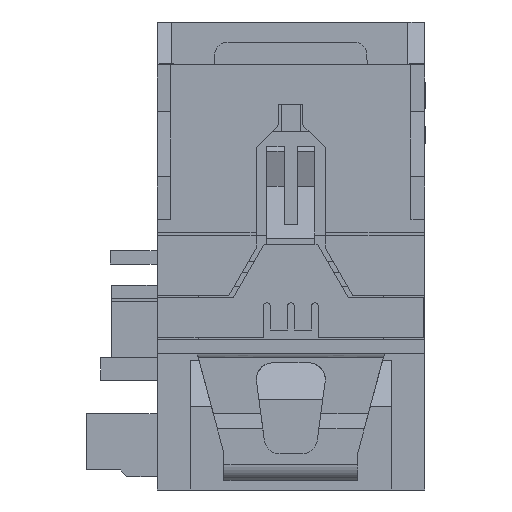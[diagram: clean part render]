
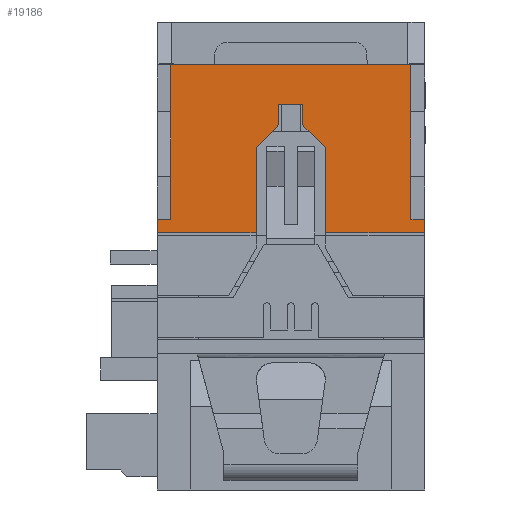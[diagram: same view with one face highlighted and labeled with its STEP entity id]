
A CAD part, front view. The second image highlights one B-rep face of the part: STEP entity #19186.
In plain terms, the highlighted planar face has unit normal (0, -1, 0).
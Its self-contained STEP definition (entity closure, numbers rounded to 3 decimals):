
#19186=ADVANCED_FACE('',(#24272),#21913,.T.);
#21913=PLANE('',#76255);
#24272=FACE_OUTER_BOUND('',#27122,.T.);
#27122=EDGE_LOOP('',(#48065,#48066,#48067,#48068,#48069,#48070,#48071,#48072,
#48073,#48074,#48075,#48076,#48077,#48078,#48079,#48080));
#31030=LINE('',#93869,#37342);
#32459=LINE('',#97638,#38780);
#32463=LINE('',#97646,#38784);
#32470=LINE('',#97660,#38791);
#32473=LINE('',#97666,#38794);
#32477=LINE('',#97673,#38798);
#32479=LINE('',#97678,#38800);
#32486=LINE('',#97691,#38807);
#32670=LINE('',#98224,#38991);
#32695=LINE('',#98275,#39016);
#32869=LINE('',#98711,#39190);
#32918=LINE('',#98832,#39239);
#32948=LINE('',#98922,#39269);
#32949=LINE('',#98924,#39270);
#32950=LINE('',#98925,#39271);
#32951=LINE('',#98926,#39272);
#37342=VECTOR('',#79550,1.);
#38780=VECTOR('',#82346,1.);
#38784=VECTOR('',#82352,1.);
#38791=VECTOR('',#82361,1.);
#38794=VECTOR('',#82366,1.);
#38798=VECTOR('',#82372,1.);
#38800=VECTOR('',#82376,1.);
#38807=VECTOR('',#82387,1.);
#38991=VECTOR('',#82757,1.);
#39016=VECTOR('',#82794,1.);
#39190=VECTOR('',#83230,1.);
#39239=VECTOR('',#83365,1.);
#39269=VECTOR('',#83435,1.);
#39270=VECTOR('',#83438,1.);
#39271=VECTOR('',#83439,1.);
#39272=VECTOR('',#83440,1.);
#48065=ORIENTED_EDGE('',*,*,#66190,.F.);
#48066=ORIENTED_EDGE('',*,*,#66163,.F.);
#48067=ORIENTED_EDGE('',*,*,#66167,.F.);
#48068=ORIENTED_EDGE('',*,*,#66174,.F.);
#48069=ORIENTED_EDGE('',*,*,#66177,.F.);
#48070=ORIENTED_EDGE('',*,*,#66181,.F.);
#48071=ORIENTED_EDGE('',*,*,#66183,.F.);
#48072=ORIENTED_EDGE('',*,*,#66703,.T.);
#48073=ORIENTED_EDGE('',*,*,#66811,.F.);
#48074=ORIENTED_EDGE('',*,*,#66483,.F.);
#48075=ORIENTED_EDGE('',*,*,#66764,.T.);
#48076=ORIENTED_EDGE('',*,*,#64463,.F.);
#48077=ORIENTED_EDGE('',*,*,#66812,.F.);
#48078=ORIENTED_EDGE('',*,*,#66458,.T.);
#48079=ORIENTED_EDGE('',*,*,#66810,.T.);
#48080=ORIENTED_EDGE('',*,*,#66813,.T.);
#59220=VERTEX_POINT('',#93868);
#59221=VERTEX_POINT('',#93870);
#60475=VERTEX_POINT('',#97637);
#60476=VERTEX_POINT('',#97639);
#60478=VERTEX_POINT('',#97645);
#60484=VERTEX_POINT('',#97659);
#60486=VERTEX_POINT('',#97665);
#60488=VERTEX_POINT('',#97672);
#60490=VERTEX_POINT('',#97677);
#60493=VERTEX_POINT('',#97688);
#60750=VERTEX_POINT('',#98223);
#60751=VERTEX_POINT('',#98225);
#60766=VERTEX_POINT('',#98266);
#60770=VERTEX_POINT('',#98274);
#60901=VERTEX_POINT('',#98710);
#60970=VERTEX_POINT('',#98921);
#64463=EDGE_CURVE('',#59220,#59221,#31030,.T.);
#66163=EDGE_CURVE('',#60475,#60476,#32459,.T.);
#66167=EDGE_CURVE('',#60478,#60475,#32463,.T.);
#66174=EDGE_CURVE('',#60484,#60478,#32470,.T.);
#66177=EDGE_CURVE('',#60486,#60484,#32473,.T.);
#66181=EDGE_CURVE('',#60488,#60486,#32477,.T.);
#66183=EDGE_CURVE('',#60490,#60488,#32479,.T.);
#66190=EDGE_CURVE('',#60476,#60493,#32486,.T.);
#66458=EDGE_CURVE('',#60751,#60750,#32670,.T.);
#66483=EDGE_CURVE('',#60770,#60766,#32695,.T.);
#66703=EDGE_CURVE('',#60490,#60901,#32869,.T.);
#66764=EDGE_CURVE('',#60770,#59221,#32918,.T.);
#66810=EDGE_CURVE('',#60750,#60970,#32948,.T.);
#66811=EDGE_CURVE('',#60766,#60901,#32949,.T.);
#66812=EDGE_CURVE('',#60751,#59220,#32950,.T.);
#66813=EDGE_CURVE('',#60970,#60493,#32951,.T.);
#76255=AXIS2_PLACEMENT_3D('',#98927,#83441,#83442);
#79550=DIRECTION('',(1.,0.,0.));
#82346=DIRECTION('',(-0.707,0.,-0.707));
#82352=DIRECTION('',(0.,0.,-1.));
#82361=DIRECTION('',(-1.,0.,0.));
#82366=DIRECTION('',(0.,0.,1.));
#82372=DIRECTION('',(-0.707,0.,0.707));
#82376=DIRECTION('',(0.,0.,1.));
#82387=DIRECTION('',(0.,0.,-1.));
#82757=DIRECTION('',(-1.,0.,0.));
#82794=DIRECTION('',(1.,0.,0.));
#83230=DIRECTION('',(1.,0.,0.));
#83365=DIRECTION('',(0.,0.,1.));
#83435=DIRECTION('',(0.,0.,-1.));
#83438=DIRECTION('',(0.,0.,-1.));
#83439=DIRECTION('',(0.,0.,1.));
#83440=DIRECTION('',(1.,0.,0.));
#83441=DIRECTION('',(0.,-1.,0.));
#83442=DIRECTION('',(0.,0.,-1.));
#93868=CARTESIAN_POINT('',(-9.233,-76.794,24.738));
#93869=CARTESIAN_POINT('',(-7.75,-76.794,24.738));
#93870=CARTESIAN_POINT('',(8.733,-76.794,24.738));
#97637=CARTESIAN_POINT('',(-1.15,-76.794,20.238));
#97638=CARTESIAN_POINT('',(-1.15,-76.794,20.238));
#97639=CARTESIAN_POINT('',(-2.85,-76.794,18.538));
#97645=CARTESIAN_POINT('',(-1.15,-76.794,21.738));
#97646=CARTESIAN_POINT('',(-1.15,-76.794,21.738));
#97659=CARTESIAN_POINT('',(0.65,-76.794,21.738));
#97660=CARTESIAN_POINT('',(0.65,-76.794,21.738));
#97665=CARTESIAN_POINT('',(0.65,-76.794,20.238));
#97666=CARTESIAN_POINT('',(0.65,-76.794,20.238));
#97672=CARTESIAN_POINT('',(2.35,-76.794,18.538));
#97673=CARTESIAN_POINT('',(2.35,-76.794,18.538));
#97677=CARTESIAN_POINT('',(2.35,-76.794,12.188));
#97678=CARTESIAN_POINT('',(2.35,-76.794,11.988));
#97688=CARTESIAN_POINT('',(-2.85,-76.794,12.188));
#97691=CARTESIAN_POINT('',(-2.85,-76.794,18.538));
#98223=CARTESIAN_POINT('',(-10.25,-76.794,13.188));
#98224=CARTESIAN_POINT('',(-6.733,-76.794,13.188));
#98225=CARTESIAN_POINT('',(-9.233,-76.794,13.188));
#98266=CARTESIAN_POINT('',(9.75,-76.794,13.188));
#98274=CARTESIAN_POINT('',(8.733,-76.794,13.188));
#98275=CARTESIAN_POINT('',(6.233,-76.794,13.188));
#98710=CARTESIAN_POINT('',(9.75,-76.794,12.188));
#98711=CARTESIAN_POINT('',(-7.75,-76.794,12.188));
#98832=CARTESIAN_POINT('',(8.733,-76.794,13.188));
#98921=CARTESIAN_POINT('',(-10.25,-76.794,12.188));
#98922=CARTESIAN_POINT('',(-10.25,-76.794,24.738));
#98924=CARTESIAN_POINT('',(9.75,-76.794,24.738));
#98925=CARTESIAN_POINT('',(-9.233,-76.794,13.188));
#98926=CARTESIAN_POINT('',(-7.75,-76.794,12.188));
#98927=CARTESIAN_POINT('',(-7.75,-76.794,24.738));
